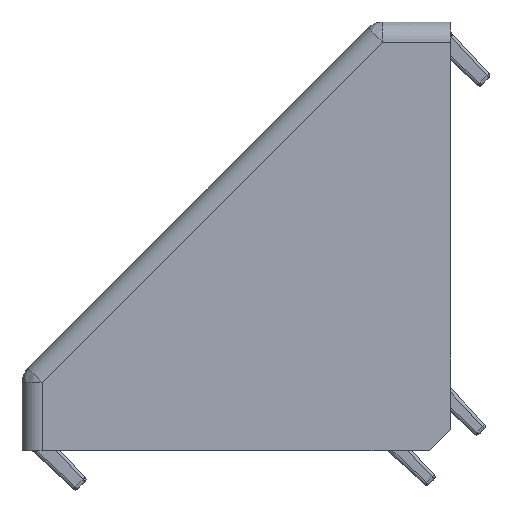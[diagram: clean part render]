
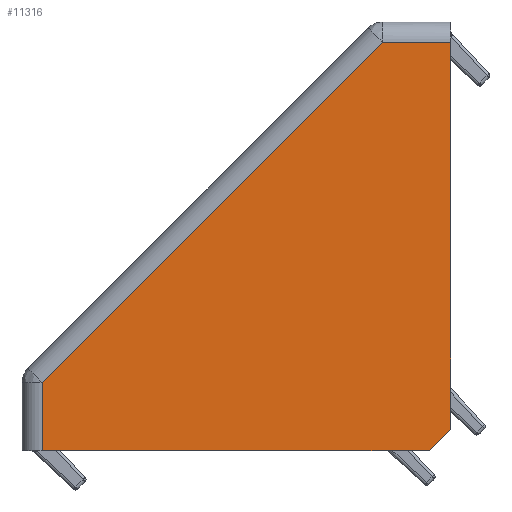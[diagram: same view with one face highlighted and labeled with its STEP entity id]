
A CAD part, left-side view. The second image highlights one B-rep face of the part: STEP entity #11316.
In plain terms, the highlighted planar face has unit normal (-1, 0.009, 0).
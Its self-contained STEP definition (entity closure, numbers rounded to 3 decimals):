
#1138 = LINE ( 'NONE', #7534, #16640 ) ;
#1534 = CARTESIAN_POINT ( 'NONE',  ( -21.442, 6.687, 40. ) ) ;
#1721 = VECTOR ( 'NONE', #8993, 1000. ) ;
#1936 = VERTEX_POINT ( 'NONE', #15064 ) ;
#2465 = LINE ( 'NONE', #15896, #9983 ) ;
#2910 = VERTEX_POINT ( 'NONE', #8546 ) ;
#4135 = LINE ( 'NONE', #13087, #7945 ) ;
#5281 = LINE ( 'NONE', #9067, #1721 ) ;
#6426 = EDGE_CURVE ( 'NONE', #11978, #17932, #4135, .T. ) ;
#6658 = CARTESIAN_POINT ( 'NONE',  ( -21.151, 40.017, 6.669 ) ) ;
#6689 = VECTOR ( 'NONE', #15782, 1000. ) ;
#6822 = VERTEX_POINT ( 'NONE', #6658 ) ;
#6829 = LINE ( 'NONE', #12824, #14677 ) ;
#7145 = LINE ( 'NONE', #15717, #6689 ) ;
#7179 = CARTESIAN_POINT ( 'NONE',  ( -21.151, 40.017, 0. ) ) ;
#7509 = DIRECTION ( 'NONE',  ( 0., 0., 1. ) ) ;
#7534 = CARTESIAN_POINT ( 'NONE',  ( -21.5, 0., 0. ) ) ;
#7945 = VECTOR ( 'NONE', #13090, 1000. ) ;
#8358 = EDGE_CURVE ( 'NONE', #18715, #6822, #6829, .T. ) ;
#8546 = CARTESIAN_POINT ( 'NONE',  ( -21.5, 0., 40. ) ) ;
#8570 = EDGE_CURVE ( 'NONE', #6822, #11978, #5281, .T. ) ;
#8784 = AXIS2_PLACEMENT_3D ( 'NONE', #18905, #18865, #18726 ) ;
#8993 = DIRECTION ( 'NONE',  ( 0., 0., -1. ) ) ;
#9067 = CARTESIAN_POINT ( 'NONE',  ( -21.151, 40.017, 0. ) ) ;
#9095 = EDGE_LOOP ( 'NONE', ( #17564, #16645, #9663, #11342, #11892, #18448 ) ) ;
#9603 = EDGE_CURVE ( 'NONE', #2910, #18715, #2465, .T. ) ;
#9663 = ORIENTED_EDGE ( 'NONE', *, *, #10895, .T. ) ;
#9983 = VECTOR ( 'NONE', #15942, 1000. ) ;
#10704 = CARTESIAN_POINT ( 'NONE',  ( -21.481, 2.121, 0. ) ) ;
#10895 = EDGE_CURVE ( 'NONE', #17932, #1936, #7145, .T. ) ;
#11316 = ADVANCED_FACE ( 'NONE', ( #11945 ), #19122, .T. ) ;
#11342 = ORIENTED_EDGE ( 'NONE', *, *, #16279, .T. ) ;
#11892 = ORIENTED_EDGE ( 'NONE', *, *, #9603, .T. ) ;
#11945 = FACE_OUTER_BOUND ( 'NONE', #9095, .T. ) ;
#11978 = VERTEX_POINT ( 'NONE', #7179 ) ;
#12796 = DIRECTION ( 'NONE',  ( 0.006, 0.707, -0.707 ) ) ;
#12824 = CARTESIAN_POINT ( 'NONE',  ( -21.442, 6.687, 40. ) ) ;
#13087 = CARTESIAN_POINT ( 'NONE',  ( -21.151, 40.017, 0. ) ) ;
#13090 = DIRECTION ( 'NONE',  ( -0.009, -1., 0. ) ) ;
#14677 = VECTOR ( 'NONE', #12796, 1000. ) ;
#15064 = CARTESIAN_POINT ( 'NONE',  ( -21.5, 0., 2.121 ) ) ;
#15717 = CARTESIAN_POINT ( 'NONE',  ( -21.481, 2.121, 0. ) ) ;
#15782 = DIRECTION ( 'NONE',  ( -0.006, -0.707, 0.707 ) ) ;
#15896 = CARTESIAN_POINT ( 'NONE',  ( -21.5, 0., 40. ) ) ;
#15942 = DIRECTION ( 'NONE',  ( 0.009, 1., 0. ) ) ;
#16279 = EDGE_CURVE ( 'NONE', #1936, #2910, #1138, .T. ) ;
#16640 = VECTOR ( 'NONE', #7509, 1000. ) ;
#16645 = ORIENTED_EDGE ( 'NONE', *, *, #6426, .T. ) ;
#17564 = ORIENTED_EDGE ( 'NONE', *, *, #8570, .T. ) ;
#17932 = VERTEX_POINT ( 'NONE', #10704 ) ;
#18448 = ORIENTED_EDGE ( 'NONE', *, *, #8358, .T. ) ;
#18715 = VERTEX_POINT ( 'NONE', #1534 ) ;
#18726 = DIRECTION ( 'NONE',  ( -0.009, -1., 0. ) ) ;
#18865 = DIRECTION ( 'NONE',  ( -1., 0.009, 0. ) ) ;
#18905 = CARTESIAN_POINT ( 'NONE',  ( -21.5, 0., 0. ) ) ;
#19122 = PLANE ( 'NONE',  #8784 ) ;
